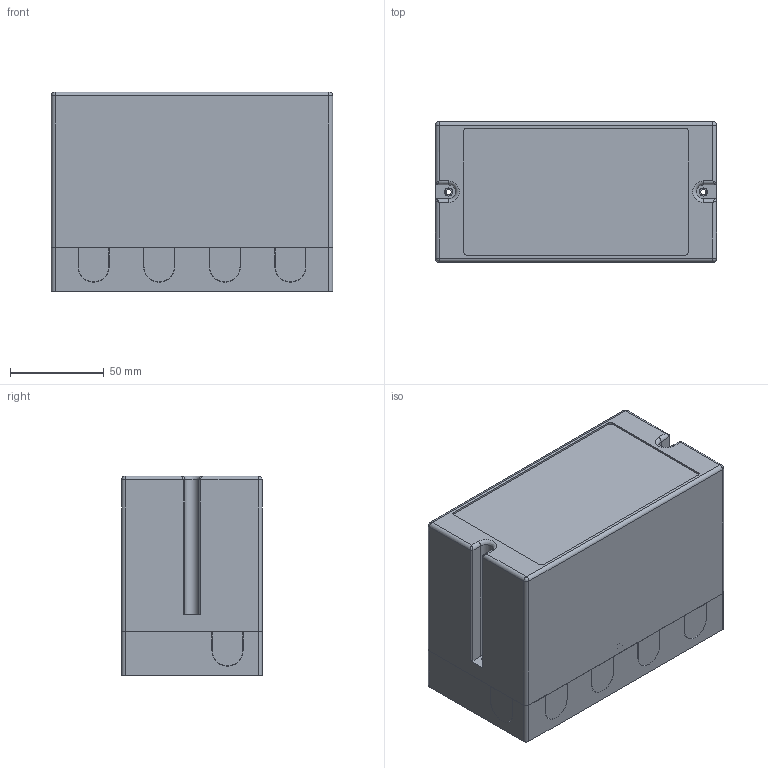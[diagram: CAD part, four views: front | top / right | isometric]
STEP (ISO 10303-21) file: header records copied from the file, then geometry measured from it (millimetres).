
FILE_DESCRIPTION((''),'2;1');
FILE_NAME('MBZA16-komplett.stp','2006-01-08T19:56:13',('PC'),(''),'Autodesk Inventor 10','Autodesk Inventor 10','');
FILE_SCHEMA(('AUTOMOTIVE_DESIGN { 1 0 10303 214 1 1 1 1 }'));
Length unit declared in the file: millimetre
Products named in the file (9): MBZA16-komplett; MBZA16; Unterteil MBZA16; Stopfen; Feder; DIN 84  - ersetzt durch DIN EN ISO 1207 M3.5 x 8; Kabelklemme; MBZA16-Haube; MBZA16-Schutzplatte
Assembly tree (58 placements, depth 3):
  MBZA16-komplett
    MBZA16
      Unterteil MBZA16
      Stopfen  x6
      Feder  x16
      DIN 84  - ersetzt durch DIN EN ISO 1207 M3.5 x 8  x16
      Kabelklemme  x16
    MBZA16-Haube
    MBZA16-Schutzplatte
Bounding box: 150.2 x 75.1 x 106.6 mm (x, y, z)
Volume: 206016.1 mm3; surface area: 204249.3 mm2
Topology: 57 solids, 57 shells, 1633 faces, 4332 edges, 2853 vertices
Faces by surface type: plane 1136, cylinder 362, bspline 49, cone 48, torus 34, sphere 4
Full cylindrical faces by diameter (mm): 2 x4, 3.175 x16, 3.5 x16, 3.8 x4, 8 x2, 8.8 x2, 10 x4, 11 x6, 12 x2, 15 x4
Entity records: 20956 total; most frequent: CARTESIAN_POINT 4623, ORIENTED_EDGE 3286, DIRECTION 3209, EDGE_CURVE 1643, VECTOR 1365, LINE 1365, VERTEX_POINT 1116, AXIS2_PLACEMENT_3D 922
